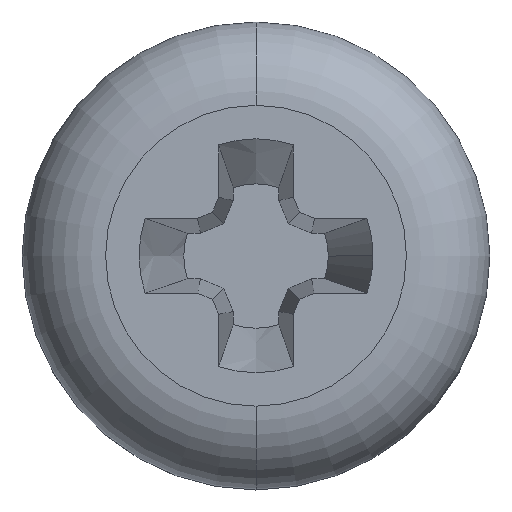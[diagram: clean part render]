
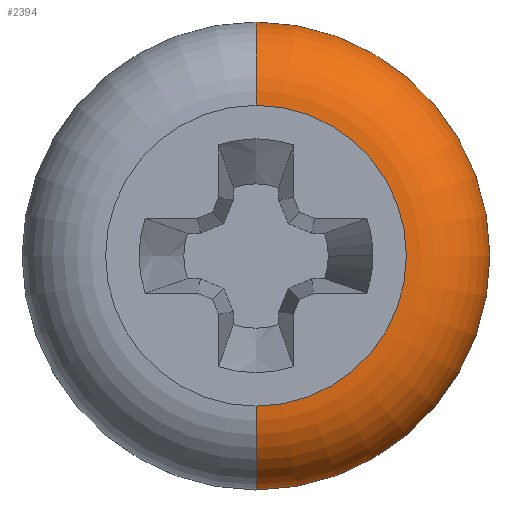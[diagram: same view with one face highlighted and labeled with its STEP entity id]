
A CAD part, top view. The second image highlights one B-rep face of the part: STEP entity #2394.
In plain terms, the highlighted toroidal (fillet/blend) face has major radius 1.607 mm and minor radius 0.892 mm.
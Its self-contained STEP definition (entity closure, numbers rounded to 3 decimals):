
#1 = VERTEX_POINT ( 'NONE', #2221 ) ;
#87 = DIRECTION ( 'NONE',  ( 0., 1., 0. ) ) ;
#100 = CIRCLE ( 'NONE', #1137, 0.892 ) ;
#214 = DIRECTION ( 'NONE',  ( 1., 0., 0. ) ) ;
#246 = EDGE_CURVE ( 'NONE', #3292, #2970, #2038, .T. ) ;
#308 = AXIS2_PLACEMENT_3D ( 'NONE', #2995, #416, #87 ) ;
#413 = AXIS2_PLACEMENT_3D ( 'NONE', #3300, #2695, #1132 ) ;
#416 = DIRECTION ( 'NONE',  ( 0., 0., -1. ) ) ;
#505 = DIRECTION ( 'NONE',  ( 0., 1., 0. ) ) ;
#526 = VERTEX_POINT ( 'NONE', #3780 ) ;
#599 = CIRCLE ( 'NONE', #308, 1.608 ) ;
#650 = DIRECTION ( 'NONE',  ( -1., 0., 0. ) ) ;
#802 = EDGE_CURVE ( 'NONE', #2970, #1, #2144, .T. ) ;
#864 = EDGE_LOOP ( 'NONE', ( #1902, #1594, #1267, #1605, #1443 ) ) ;
#936 = EDGE_CURVE ( 'NONE', #2321, #526, #100, .T. ) ;
#1132 = DIRECTION ( 'NONE',  ( 0., 1., 0. ) ) ;
#1137 = AXIS2_PLACEMENT_3D ( 'NONE', #2056, #214, #505 ) ;
#1267 = ORIENTED_EDGE ( 'NONE', *, *, #2583, .F. ) ;
#1327 = CIRCLE ( 'NONE', #413, 2.5 ) ;
#1358 = DIRECTION ( 'NONE',  ( 0., 1., 0. ) ) ;
#1372 = AXIS2_PLACEMENT_3D ( 'NONE', #1549, #3738, #3753 ) ;
#1443 = ORIENTED_EDGE ( 'NONE', *, *, #246, .F. ) ;
#1549 = CARTESIAN_POINT ( 'NONE',  ( 0., 0., 1.208 ) ) ;
#1594 = ORIENTED_EDGE ( 'NONE', *, *, #936, .T. ) ;
#1605 = ORIENTED_EDGE ( 'NONE', *, *, #802, .F. ) ;
#1636 = CARTESIAN_POINT ( 'NONE',  ( 0., 0., 1.208 ) ) ;
#1902 = ORIENTED_EDGE ( 'NONE', *, *, #3877, .T. ) ;
#2000 = AXIS2_PLACEMENT_3D ( 'NONE', #1636, #2623, #1358 ) ;
#2038 = CIRCLE ( 'NONE', #2086, 0.892 ) ;
#2046 = FACE_OUTER_BOUND ( 'NONE', #864, .T. ) ;
#2056 = CARTESIAN_POINT ( 'NONE',  ( 0., -1.608, 1.208 ) ) ;
#2086 = AXIS2_PLACEMENT_3D ( 'NONE', #2411, #650, #2414 ) ;
#2144 = CIRCLE ( 'NONE', #2000, 2.5 ) ;
#2221 = CARTESIAN_POINT ( 'NONE',  ( 2.5, 0., 1.208 ) ) ;
#2321 = VERTEX_POINT ( 'NONE', #4024 ) ;
#2394 = ADVANCED_FACE ( 'NONE', ( #2046 ), #3525, .T. ) ;
#2411 = CARTESIAN_POINT ( 'NONE',  ( 0., 1.608, 1.208 ) ) ;
#2414 = DIRECTION ( 'NONE',  ( 0., 0., 1. ) ) ;
#2583 = EDGE_CURVE ( 'NONE', #1, #526, #1327, .T. ) ;
#2623 = DIRECTION ( 'NONE',  ( 0., 0., -1. ) ) ;
#2695 = DIRECTION ( 'NONE',  ( 0., 0., -1. ) ) ;
#2851 = CARTESIAN_POINT ( 'NONE',  ( 0., 2.5, 1.208 ) ) ;
#2970 = VERTEX_POINT ( 'NONE', #2851 ) ;
#2995 = CARTESIAN_POINT ( 'NONE',  ( 0., 0., 2.1 ) ) ;
#3292 = VERTEX_POINT ( 'NONE', #3968 ) ;
#3300 = CARTESIAN_POINT ( 'NONE',  ( 0., 0., 1.208 ) ) ;
#3525 = TOROIDAL_SURFACE ( 'NONE', #1372, 1.608, 0.892 ) ;
#3738 = DIRECTION ( 'NONE',  ( 0., 0., -1. ) ) ;
#3753 = DIRECTION ( 'NONE',  ( 0., 1., 0. ) ) ;
#3780 = CARTESIAN_POINT ( 'NONE',  ( 0., -2.5, 1.208 ) ) ;
#3877 = EDGE_CURVE ( 'NONE', #3292, #2321, #599, .T. ) ;
#3968 = CARTESIAN_POINT ( 'NONE',  ( 0., 1.608, 2.1 ) ) ;
#4024 = CARTESIAN_POINT ( 'NONE',  ( 0., -1.608, 2.1 ) ) ;
